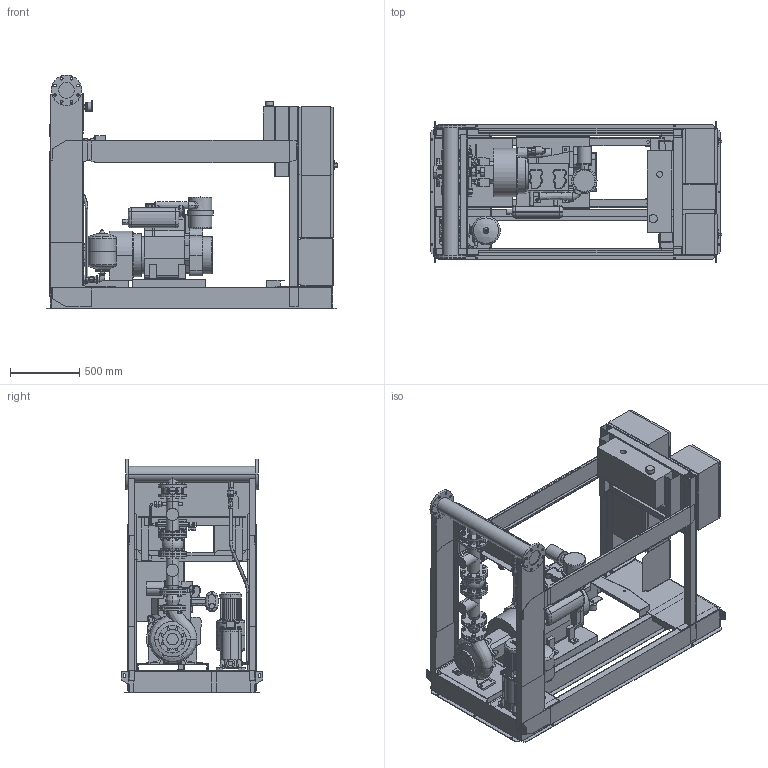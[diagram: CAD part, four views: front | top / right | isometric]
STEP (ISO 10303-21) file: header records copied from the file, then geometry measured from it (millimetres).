
FILE_DESCRIPTION((''),'2;1');
FILE_NAME('3d_Sifire-EN-65_200-214-31.5_1.1DJ-4183890.stp','2015-05-26T10:18:37',(''),(''),'Mechanical Desktop 2009','Mechanical Desktop 2009',', , ');
FILE_SCHEMA(('CONFIG_CONTROL_DESIGN'));
Length unit declared in the file: millimetre
Products named in the file (1): Product
Bounding box: 2105.5 x 1026 x 1690 mm (x, y, z)
Volume: 332070402.2 mm3; surface area: 27161699.2 mm2
Topology: 195 solids, 195 shells, 4609 faces, 11138 edges, 7033 vertices
Faces by surface type: bspline 1706, plane 1549, cylinder 764, cone 474, torus 92, sphere 24
Entity records: 149717 total; most frequent: CARTESIAN_POINT 48991, ORIENTED_EDGE 22220, DIRECTION 18868, EDGE_CURVE 11110, VERTEX_POINT 7030, AXIS2_PLACEMENT_3D 6385, VECTOR 6098, LINE 6098
